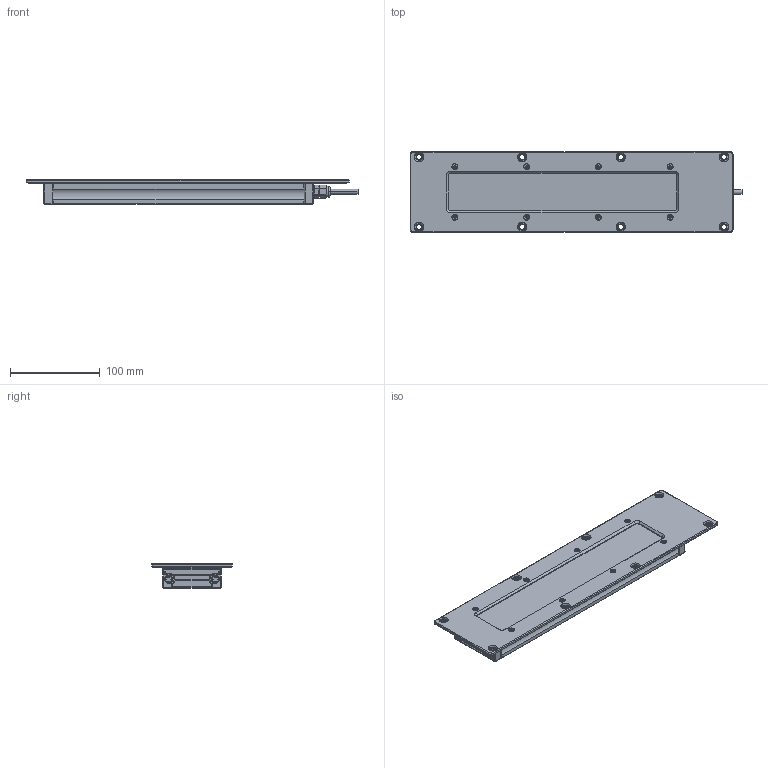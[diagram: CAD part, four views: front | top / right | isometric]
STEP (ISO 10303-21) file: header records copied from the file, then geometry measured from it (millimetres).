
FILE_DESCRIPTION((''),'2;1');
FILE_NAME('NLE13F SERIES.stp','2023-12-11T09:17:40',(''),(''),'Mechanical Desktop 2011','Mechanical Desktop 2011',', , ');
FILE_SCHEMA(('CONFIG_CONTROL_DESIGN'));
Length unit declared in the file: millimetre
Products named in the file (1): Product
Bounding box: 370 x 90 x 27.5 mm (x, y, z)
Volume: 510122.2 mm3; surface area: 157335.3 mm2
Topology: 21 solids, 21 shells, 905 faces, 2309 edges, 1467 vertices
Faces by surface type: plane 284, cylinder 245, bspline 225, cone 116, torus 23, sphere 12
Full cylindrical faces by diameter (mm): 9.865 x8, 11.488 x1
Entity records: 32975 total; most frequent: CARTESIAN_POINT 11836, ORIENTED_EDGE 4594, DIRECTION 4091, EDGE_CURVE 2297, AXIS2_PLACEMENT_3D 1472, VERTEX_POINT 1467, VECTOR 1147, LINE 1147
